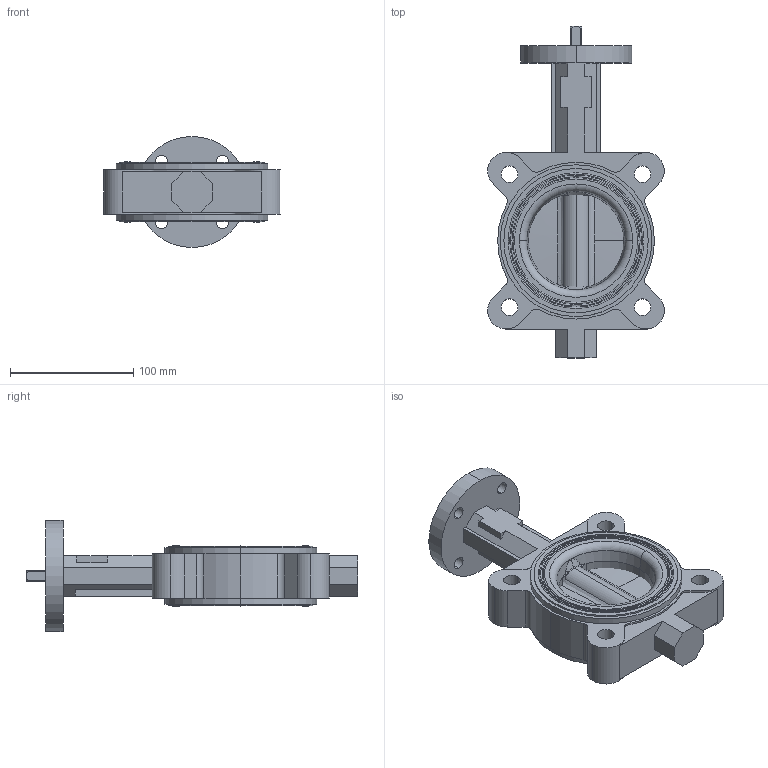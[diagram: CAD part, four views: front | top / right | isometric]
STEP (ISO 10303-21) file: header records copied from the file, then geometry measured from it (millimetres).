
FILE_DESCRIPTION (( 'STEP AP214' ), '1' );
FILE_NAME ('NS-0300-LUG.step', '2019-03-07T20:48:26', ( '' ), ( '' ), 'SwSTEP 2.0', 'SolidWorks 2019', '' );
FILE_SCHEMA (( 'AUTOMOTIVE_DESIGN' ));
Length unit declared in the file: inch
Products named in the file (1): NS-0300-LUG
Bounding box: 143.08 x 269 x 90 mm (x, y, z)
Surface area: 111157 mm2 (no closed solid volume)
Topology: 0 solids, 6 shells, 205 faces, 587 edges, 392 vertices
Faces by surface type: cylinder 77, plane 66, bspline 28, cone 18, torus 16
Entity records: 13054 total; most frequent: CARTESIAN_POINT 5115, ORIENTED_EDGE 1098, DIRECTION 1067, EDGE_CURVE 587, AXIS2_PLACEMENT_3D 420, VERTEX_POINT 392, CIRCLE 242, EDGE_LOOP 239
